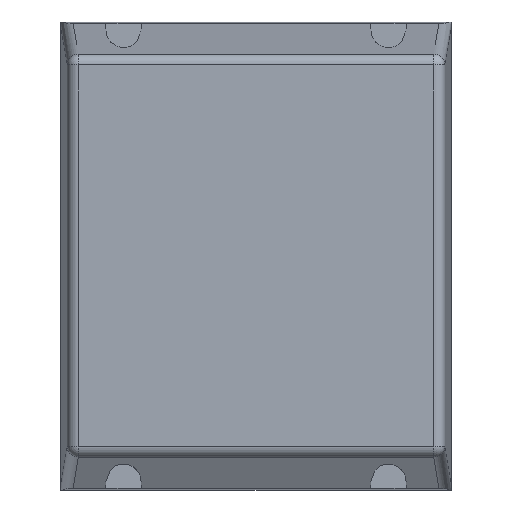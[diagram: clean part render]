
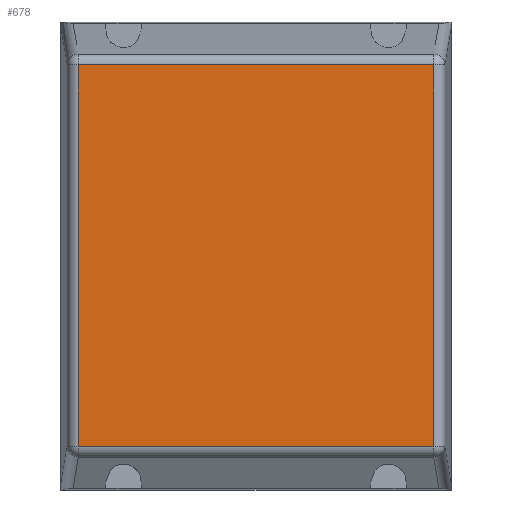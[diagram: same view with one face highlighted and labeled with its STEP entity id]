
A CAD part, top view. The second image highlights one B-rep face of the part: STEP entity #678.
In plain terms, the highlighted planar face has unit normal (0, 0, 1).
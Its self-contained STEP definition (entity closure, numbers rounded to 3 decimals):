
#639=CARTESIAN_POINT('',(-1.,-90.423,151.5));
#640=DIRECTION('',(0.0,0.0,1.0));
#641=DIRECTION('',(1.0,0.0,0.0));
#642=AXIS2_PLACEMENT_3D('',#639,#640,#641);
#643=PLANE('',#642);
#644=CARTESIAN_POINT('',(168.029,86.374,151.5));
#645=VERTEX_POINT('',#644);
#646=CARTESIAN_POINT('',(168.029,-86.374,151.5));
#647=VERTEX_POINT('',#646);
#648=CARTESIAN_POINT('',(168.029,86.374,151.5));
#649=DIRECTION('',(0.0,-1.0,0.0));
#650=VECTOR('',#649,172.747);
#651=LINE('',#648,#650);
#652=EDGE_CURVE('',#645,#647,#651,.T.);
#653=ORIENTED_EDGE('',*,*,#652,.F.);
#654=CARTESIAN_POINT('',(6.971,86.374,151.5));
#655=VERTEX_POINT('',#654);
#656=CARTESIAN_POINT('',(6.971,86.374,151.5));
#657=DIRECTION('',(1.0,0.0,0.0));
#658=VECTOR('',#657,161.057);
#659=LINE('',#656,#658);
#660=EDGE_CURVE('',#655,#645,#659,.T.);
#661=ORIENTED_EDGE('',*,*,#660,.F.);
#662=CARTESIAN_POINT('',(6.971,-86.374,151.5));
#663=VERTEX_POINT('',#662);
#664=CARTESIAN_POINT('',(6.971,-86.374,151.5));
#665=DIRECTION('',(0.0,1.0,0.0));
#666=VECTOR('',#665,172.747);
#667=LINE('',#664,#666);
#668=EDGE_CURVE('',#663,#655,#667,.T.);
#669=ORIENTED_EDGE('',*,*,#668,.F.);
#670=CARTESIAN_POINT('',(168.029,-86.374,151.5));
#671=DIRECTION('',(-1.0,0.0,0.0));
#672=VECTOR('',#671,161.057);
#673=LINE('',#670,#672);
#674=EDGE_CURVE('',#647,#663,#673,.T.);
#675=ORIENTED_EDGE('',*,*,#674,.F.);
#676=EDGE_LOOP('',(#653,#661,#669,#675));
#677=FACE_OUTER_BOUND('',#676,.T.);
#678=ADVANCED_FACE('',(#677),#643,.T.);
